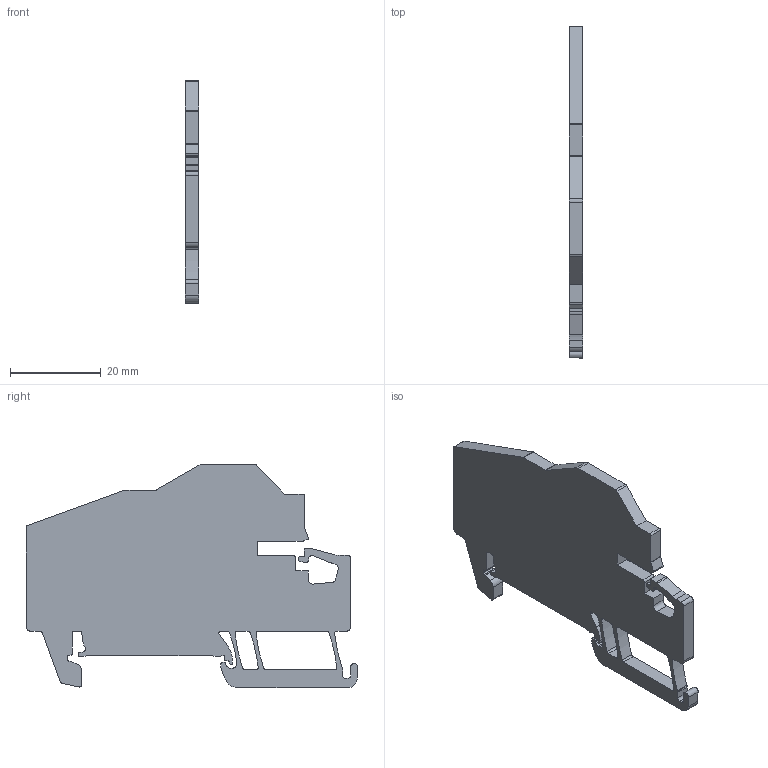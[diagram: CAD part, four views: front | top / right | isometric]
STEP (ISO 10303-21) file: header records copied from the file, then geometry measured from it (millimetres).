
FILE_DESCRIPTION(('CATIA V5 STEP Exchange','CAx-IF Rec.Pracs.--- Model Styling and Organization---1.4--- 2014-01-23'),'2;1');
FILE_NAME ('1117222-6_2', '2023-09-07T08:38:34+00:00', ('none'), ('Weidmueller'), 'CATIA Version 5-6 Release 2016 SP3 HF44', 'CATIA V5 STEP AP214', 'none');
FILE_SCHEMA(('AUTOMOTIVE_DESIGN { 1 0 10303 214 1 1 1 1 }'));
Length unit declared in the file: millimetre
Products named in the file (1): 2668870000
Bounding box: 3 x 73.23 x 49.25 mm (x, y, z)
Volume: 7252.7 mm3; surface area: 6071.4 mm2
Topology: 1 solids, 1 shells, 156 faces, 473 edges, 319 vertices
Faces by surface type: cylinder 85, plane 71
Entity records: 5226 total; most frequent: CARTESIAN_POINT 962, ORIENTED_EDGE 946, DIRECTION 771, EDGE_CURVE 473, AXIS2_PLACEMENT_3D 319, VERTEX_POINT 319, VECTOR 303, LINE 303
